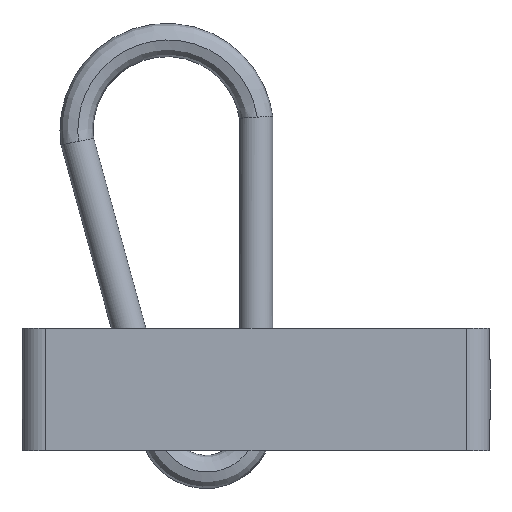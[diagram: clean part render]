
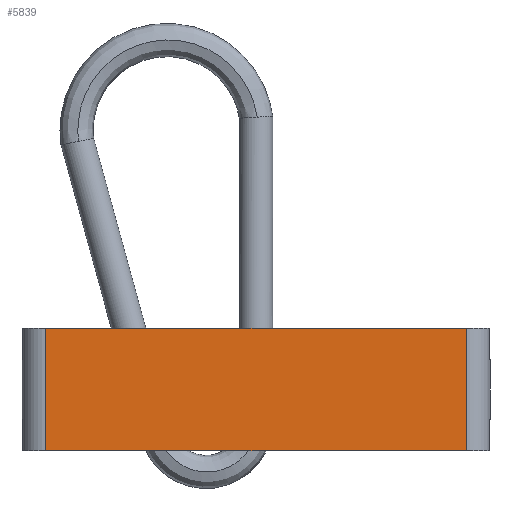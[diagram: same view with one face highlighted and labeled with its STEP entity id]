
A CAD part, front view. The second image highlights one B-rep face of the part: STEP entity #5839.
In plain terms, the highlighted planar face has unit normal (0, -1, 0).
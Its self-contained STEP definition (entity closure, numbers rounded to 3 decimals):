
#141 = VERTEX_POINT ( 'NONE', #6376 ) ;
#299 = DIRECTION ( 'NONE',  ( 0., 0., 1. ) ) ;
#317 = DIRECTION ( 'NONE',  ( 0., 0., -1. ) ) ;
#585 = LINE ( 'NONE', #7162, #2223 ) ;
#965 = CARTESIAN_POINT ( 'NONE',  ( -25.173, -20.088, 10.25 ) ) ;
#1009 = VERTEX_POINT ( 'NONE', #7242 ) ;
#1142 = LINE ( 'NONE', #3196, #4776 ) ;
#1296 = CARTESIAN_POINT ( 'NONE',  ( -28.183, -20.088, 10.25 ) ) ;
#1898 = VECTOR ( 'NONE', #4964, 1000. ) ;
#2223 = VECTOR ( 'NONE', #2285, 1000. ) ;
#2285 = DIRECTION ( 'NONE',  ( -1., 0., 0. ) ) ;
#3121 = EDGE_LOOP ( 'NONE', ( #3225, #4902, #4522, #3146 ) ) ;
#3146 = ORIENTED_EDGE ( 'NONE', *, *, #6452, .T. ) ;
#3196 = CARTESIAN_POINT ( 'NONE',  ( -25.173, -20.088, -1.25 ) ) ;
#3225 = ORIENTED_EDGE ( 'NONE', *, *, #4392, .F. ) ;
#3235 = VERTEX_POINT ( 'NONE', #5782 ) ;
#3361 = CARTESIAN_POINT ( 'NONE',  ( 27.807, -20.088, 6.25 ) ) ;
#3380 = CARTESIAN_POINT ( 'NONE',  ( 0., -20.088, 0. ) ) ;
#3544 = LINE ( 'NONE', #1296, #1898 ) ;
#3971 = DIRECTION ( 'NONE',  ( 0., -1., 0. ) ) ;
#4392 = EDGE_CURVE ( 'NONE', #141, #3235, #585, .T. ) ;
#4522 = ORIENTED_EDGE ( 'NONE', *, *, #7514, .F. ) ;
#4603 = EDGE_CURVE ( 'NONE', #141, #1009, #5948, .T. ) ;
#4776 = VECTOR ( 'NONE', #7408, 1000. ) ;
#4807 = AXIS2_PLACEMENT_3D ( 'NONE', #3380, #3971, #317 ) ;
#4902 = ORIENTED_EDGE ( 'NONE', *, *, #4603, .T. ) ;
#4964 = DIRECTION ( 'NONE',  ( 1., 0., 0. ) ) ;
#5754 = VECTOR ( 'NONE', #299, 1000. ) ;
#5782 = CARTESIAN_POINT ( 'NONE',  ( -25.173, -20.088, -5.25 ) ) ;
#5839 = ADVANCED_FACE ( 'NONE', ( #5851 ), #7591, .T. ) ;
#5851 = FACE_OUTER_BOUND ( 'NONE', #3121, .T. ) ;
#5948 = LINE ( 'NONE', #3361, #5754 ) ;
#6376 = CARTESIAN_POINT ( 'NONE',  ( 27.807, -20.088, -5.25 ) ) ;
#6452 = EDGE_CURVE ( 'NONE', #7767, #3235, #1142, .T. ) ;
#7162 = CARTESIAN_POINT ( 'NONE',  ( 30.817, -20.088, -5.25 ) ) ;
#7242 = CARTESIAN_POINT ( 'NONE',  ( 27.807, -20.088, 10.25 ) ) ;
#7408 = DIRECTION ( 'NONE',  ( 0., 0., -1. ) ) ;
#7514 = EDGE_CURVE ( 'NONE', #7767, #1009, #3544, .T. ) ;
#7591 = PLANE ( 'NONE',  #4807 ) ;
#7767 = VERTEX_POINT ( 'NONE', #965 ) ;
